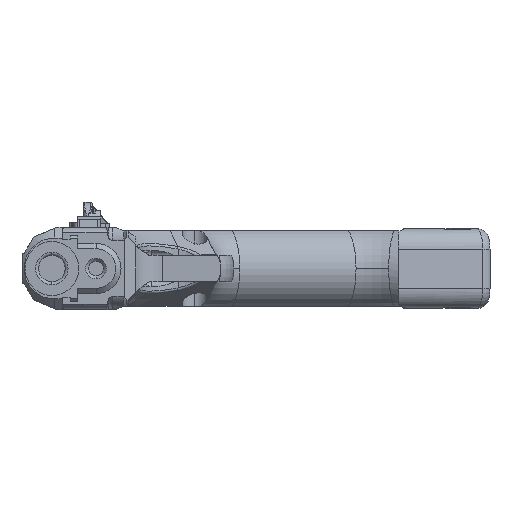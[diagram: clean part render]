
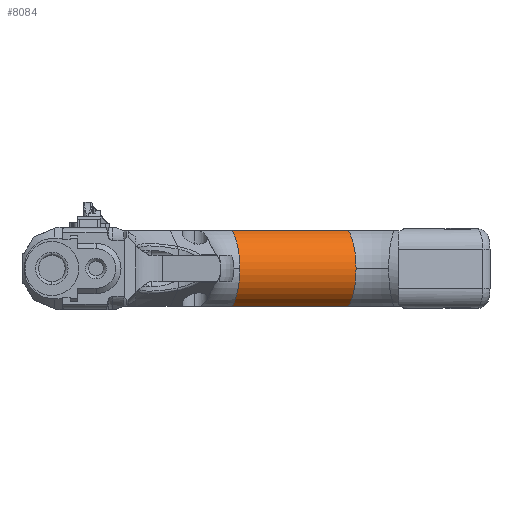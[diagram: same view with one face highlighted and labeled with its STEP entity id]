
A CAD part, left-side view. The second image highlights one B-rep face of the part: STEP entity #8084.
In plain terms, the highlighted cylindrical face has radius 13.826 mm (diameter 27.651 mm), a partial arc.
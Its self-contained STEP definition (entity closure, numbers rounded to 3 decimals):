
#178 = CARTESIAN_POINT ( 'NONE',  ( -4.397, 58.272, 0. ) ) ;
#1193 = CARTESIAN_POINT ( 'NONE',  ( -4.397, 58.272, 0. ) ) ;
#1790 = AXIS2_PLACEMENT_3D ( 'NONE', #3882, #17182, #2261 ) ;
#2261 = DIRECTION ( 'NONE',  ( -0.951, -0.309, 0. ) ) ;
#2778 = VERTEX_POINT ( 'NONE', #13044 ) ;
#2880 = AXIS2_PLACEMENT_3D ( 'NONE', #178, #10561, #13079 ) ;
#3069 = EDGE_CURVE ( 'NONE', #2778, #18549, #15697, .T. ) ;
#3198 = CIRCLE ( 'NONE', #8398, 13.826 ) ;
#3450 = ORIENTED_EDGE ( 'NONE', *, *, #3069, .F. ) ;
#3800 = AXIS2_PLACEMENT_3D ( 'NONE', #17809, #11714, #17612 ) ;
#3854 = CARTESIAN_POINT ( 'NONE',  ( -9.367, 56.658, -12.8 ) ) ;
#3882 = CARTESIAN_POINT ( 'NONE',  ( 8.438, 18.772, 0. ) ) ;
#4651 = AXIS2_PLACEMENT_3D ( 'NONE', #1193, #14281, #18924 ) ;
#4943 = CARTESIAN_POINT ( 'NONE',  ( 8.438, 18.772, 0. ) ) ;
#5147 = CIRCLE ( 'NONE', #1790, 13.826 ) ;
#5382 = CARTESIAN_POINT ( 'NONE',  ( -9.367, 56.658, 12.8 ) ) ;
#5507 = EDGE_CURVE ( 'NONE', #18549, #16783, #5147, .T. ) ;
#6187 = DIRECTION ( 'NONE',  ( -0.951, -0.309, 0. ) ) ;
#6572 = VECTOR ( 'NONE', #18797, 1000. ) ;
#6726 = ORIENTED_EDGE ( 'NONE', *, *, #9155, .T. ) ;
#7604 = EDGE_CURVE ( 'NONE', #16783, #17645, #3198, .T. ) ;
#8002 = EDGE_CURVE ( 'NONE', #2778, #12166, #11164, .T. ) ;
#8084 = ADVANCED_FACE ( 'NONE', ( #9030 ), #10171, .T. ) ;
#8376 = EDGE_CURVE ( 'NONE', #12427, #17645, #17346, .T. ) ;
#8398 = AXIS2_PLACEMENT_3D ( 'NONE', #4943, #10997, #6187 ) ;
#9030 = FACE_OUTER_BOUND ( 'NONE', #15240, .T. ) ;
#9155 = EDGE_CURVE ( 'NONE', #12166, #12427, #12945, .T. ) ;
#10171 = CYLINDRICAL_SURFACE ( 'NONE', #3800, 13.826 ) ;
#10561 = DIRECTION ( 'NONE',  ( 0.309, -0.951, 0. ) ) ;
#10997 = DIRECTION ( 'NONE',  ( 0.309, -0.951, 0. ) ) ;
#11164 = CIRCLE ( 'NONE', #2880, 13.826 ) ;
#11714 = DIRECTION ( 'NONE',  ( 0.309, -0.951, 0. ) ) ;
#12166 = VERTEX_POINT ( 'NONE', #17224 ) ;
#12427 = VERTEX_POINT ( 'NONE', #18091 ) ;
#12801 = DIRECTION ( 'NONE',  ( 0.309, -0.951, 0. ) ) ;
#12945 = CIRCLE ( 'NONE', #4651, 13.826 ) ;
#13044 = CARTESIAN_POINT ( 'NONE',  ( -9.367, 56.658, 12.8 ) ) ;
#13079 = DIRECTION ( 'NONE',  ( -0.951, -0.309, 0. ) ) ;
#13359 = CARTESIAN_POINT ( 'NONE',  ( 3.468, 17.158, 12.8 ) ) ;
#13955 = ORIENTED_EDGE ( 'NONE', *, *, #5507, .F. ) ;
#14281 = DIRECTION ( 'NONE',  ( 0.309, -0.951, 0. ) ) ;
#14296 = ORIENTED_EDGE ( 'NONE', *, *, #8002, .T. ) ;
#15240 = EDGE_LOOP ( 'NONE', ( #14296, #6726, #17825, #17253, #13955, #3450 ) ) ;
#15697 = LINE ( 'NONE', #5382, #17028 ) ;
#15711 = CARTESIAN_POINT ( 'NONE',  ( -4.711, 14.5, 0. ) ) ;
#16783 = VERTEX_POINT ( 'NONE', #15711 ) ;
#17028 = VECTOR ( 'NONE', #12801, 1000. ) ;
#17182 = DIRECTION ( 'NONE',  ( 0.309, -0.951, 0. ) ) ;
#17224 = CARTESIAN_POINT ( 'NONE',  ( -17.546, 54., 0. ) ) ;
#17253 = ORIENTED_EDGE ( 'NONE', *, *, #7604, .F. ) ;
#17346 = LINE ( 'NONE', #3854, #6572 ) ;
#17612 = DIRECTION ( 'NONE',  ( 0.951, 0.309, 0. ) ) ;
#17645 = VERTEX_POINT ( 'NONE', #17786 ) ;
#17786 = CARTESIAN_POINT ( 'NONE',  ( 3.468, 17.158, -12.8 ) ) ;
#17809 = CARTESIAN_POINT ( 'NONE',  ( -4.397, 58.272, 0. ) ) ;
#17825 = ORIENTED_EDGE ( 'NONE', *, *, #8376, .T. ) ;
#18091 = CARTESIAN_POINT ( 'NONE',  ( -9.367, 56.658, -12.8 ) ) ;
#18549 = VERTEX_POINT ( 'NONE', #13359 ) ;
#18797 = DIRECTION ( 'NONE',  ( 0.309, -0.951, 0. ) ) ;
#18924 = DIRECTION ( 'NONE',  ( -0.951, -0.309, 0. ) ) ;
